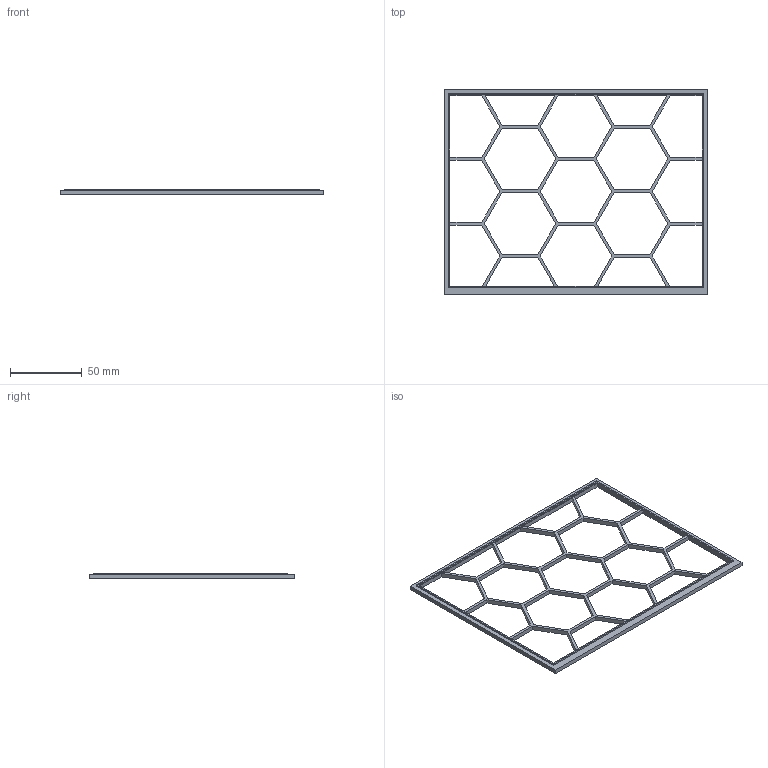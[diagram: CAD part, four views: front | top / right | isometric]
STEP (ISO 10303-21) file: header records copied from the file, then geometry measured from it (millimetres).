
FILE_DESCRIPTION(/* description */ (''),/* implementation_level */ '2;1');
FILE_NAME(/* name */ 'plate_out.ipt.stp',/* time_stamp */ '2016-11-04T11:03:07+01:00',/* author */ ('tguillod'),/* organization */ (''),/* preprocessor_version */ 'ST-DEVELOPER v15.2',/* originating_system */ 'Autodesk Inventor 2014',/* authorisation */ '');
FILE_SCHEMA (('AUTOMOTIVE_DESIGN { 1 0 10303 214 3 1 1 }'));
Length unit declared in the file: millimetre
Products named in the file (1): plate_out
Bounding box: 183.5 x 143 x 4 mm (x, y, z)
Volume: 14943.5 mm3; surface area: 19776.2 mm2
Topology: 1 solids, 1 shells, 93 faces, 294 edges, 196 vertices
Faces by surface type: plane 93
Entity records: 3277 total; most frequent: ORIENTED_EDGE 588, CARTESIAN_POINT 584, DIRECTION 482, LINE 294, VECTOR 294, EDGE_CURVE 294, VERTEX_POINT 196, EDGE_LOOP 120
